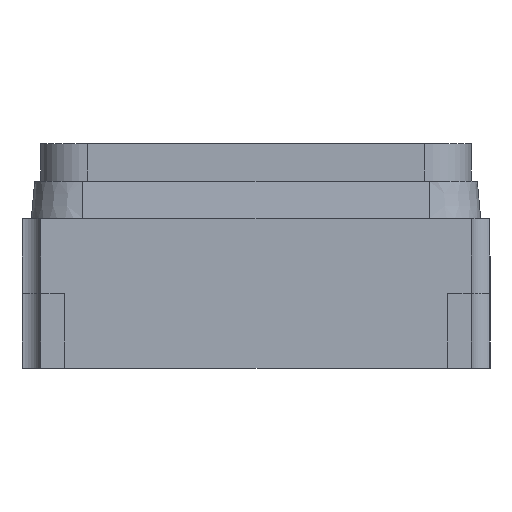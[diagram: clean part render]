
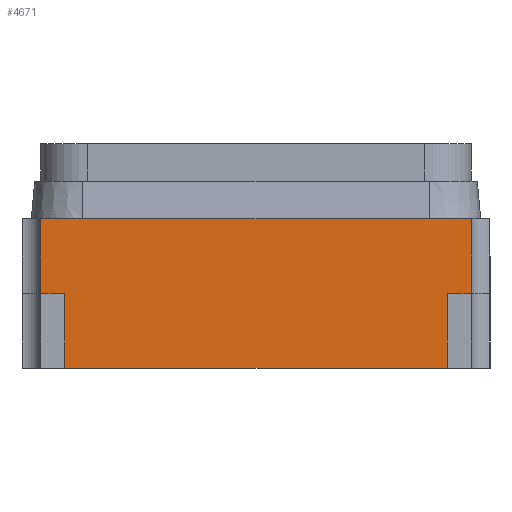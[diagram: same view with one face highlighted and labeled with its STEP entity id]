
A CAD part, left-side view. The second image highlights one B-rep face of the part: STEP entity #4671.
In plain terms, the highlighted planar face has unit normal (-1, 0, 0).
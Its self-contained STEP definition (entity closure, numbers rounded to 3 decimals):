
#496=ORIENTED_EDGE('',*,*,#1367,.F.);
#497=ORIENTED_EDGE('',*,*,#1468,.F.);
#498=ORIENTED_EDGE('',*,*,#1469,.F.);
#499=ORIENTED_EDGE('',*,*,#1470,.T.);
#500=ORIENTED_EDGE('',*,*,#1411,.T.);
#501=ORIENTED_EDGE('',*,*,#1421,.T.);
#502=ORIENTED_EDGE('',*,*,#1471,.T.);
#503=ORIENTED_EDGE('',*,*,#1377,.F.);
#1367=EDGE_CURVE('',#1882,#1883,#2228,.T.);
#1377=EDGE_CURVE('',#1883,#1889,#2236,.T.);
#1411=EDGE_CURVE('',#1914,#1913,#2263,.T.);
#1421=EDGE_CURVE('',#1913,#1921,#2270,.T.);
#1468=EDGE_CURVE('',#1951,#1882,#2307,.T.);
#1469=EDGE_CURVE('',#1952,#1951,#2308,.T.);
#1470=EDGE_CURVE('',#1952,#1914,#2309,.T.);
#1471=EDGE_CURVE('',#1921,#1889,#2310,.T.);
#1882=VERTEX_POINT('',#6141);
#1883=VERTEX_POINT('',#6143);
#1889=VERTEX_POINT('',#6161);
#1913=VERTEX_POINT('',#6231);
#1914=VERTEX_POINT('',#6233);
#1921=VERTEX_POINT('',#6251);
#1951=VERTEX_POINT('',#6347);
#1952=VERTEX_POINT('',#6349);
#2228=LINE('',#6142,#2559);
#2236=LINE('',#6162,#2567);
#2263=LINE('',#6232,#2594);
#2270=LINE('',#6252,#2601);
#2307=LINE('',#6346,#2638);
#2308=LINE('',#6348,#2639);
#2309=LINE('',#6350,#2640);
#2310=LINE('',#6351,#2641);
#2559=VECTOR('',#5220,1000.);
#2567=VECTOR('',#5238,1000.);
#2594=VECTOR('',#5303,1000.);
#2601=VECTOR('',#5320,1000.);
#2638=VECTOR('',#5413,1000.);
#2639=VECTOR('',#5414,1000.);
#2640=VECTOR('',#5415,1000.);
#2641=VECTOR('',#5416,1000.);
#2907=EDGE_LOOP('',(#496,#497,#498,#499,#500,#501,#502,#503));
#3130=FACE_BOUND('',#2907,.T.);
#3341=PLANE('',#4935);
#4671=ADVANCED_FACE('',(#3130),#3341,.F.);
#4935=AXIS2_PLACEMENT_3D('',#6345,#5411,#5412);
#5220=DIRECTION('',(0.,1.,0.));
#5238=DIRECTION('',(0.,0.,-1.));
#5303=DIRECTION('',(0.,-1.,0.));
#5320=DIRECTION('',(0.,0.,-1.));
#5411=DIRECTION('',(1.,0.,0.));
#5412=DIRECTION('',(0.,0.,-1.));
#5413=DIRECTION('',(0.,0.,-1.));
#5414=DIRECTION('',(0.,-1.,0.));
#5415=DIRECTION('',(0.,0.,-1.));
#5416=DIRECTION('',(0.,-1.,0.));
#6141=CARTESIAN_POINT('',(-1.6,-1.15,0.4));
#6142=CARTESIAN_POINT('',(-1.6,-1.15,0.4));
#6143=CARTESIAN_POINT('',(-1.6,-1.023,0.4));
#6161=CARTESIAN_POINT('',(-1.6,-1.023,0.));
#6162=CARTESIAN_POINT('',(-1.6,-1.023,0.4));
#6231=CARTESIAN_POINT('',(-1.6,1.023,0.4));
#6232=CARTESIAN_POINT('',(-1.6,1.15,0.4));
#6233=CARTESIAN_POINT('',(-1.6,1.15,0.4));
#6251=CARTESIAN_POINT('',(-1.6,1.023,0.));
#6252=CARTESIAN_POINT('',(-1.6,1.023,0.4));
#6345=CARTESIAN_POINT('',(-1.6,1.15,0.8));
#6346=CARTESIAN_POINT('',(-1.6,-1.15,0.8));
#6347=CARTESIAN_POINT('',(-1.6,-1.15,0.8));
#6348=CARTESIAN_POINT('',(-1.6,1.15,0.8));
#6349=CARTESIAN_POINT('',(-1.6,1.15,0.8));
#6350=CARTESIAN_POINT('',(-1.6,1.15,0.8));
#6351=CARTESIAN_POINT('',(-1.6,1.15,0.));
